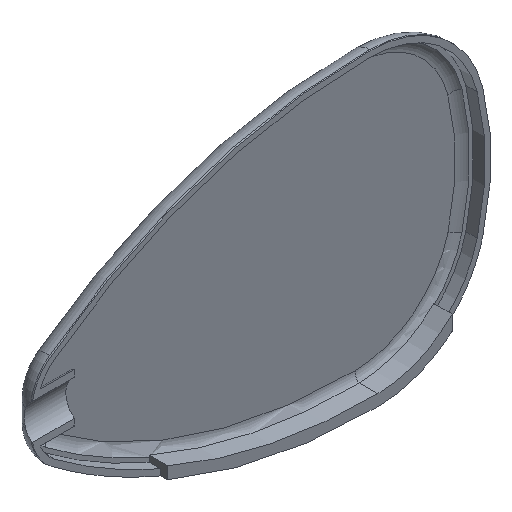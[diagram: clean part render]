
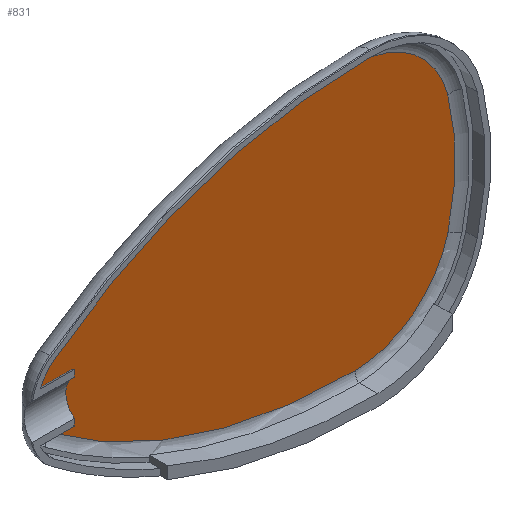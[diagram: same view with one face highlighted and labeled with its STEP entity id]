
A CAD part, isometric view. The second image highlights one B-rep face of the part: STEP entity #831.
In plain terms, the highlighted planar face has unit normal (0, -1, 0).
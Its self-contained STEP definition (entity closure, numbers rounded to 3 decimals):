
#67=CIRCLE('',#904,88.513);
#70=CIRCLE('',#908,17.);
#72=CIRCLE('',#911,42.313);
#74=CIRCLE('',#914,17.);
#76=CIRCLE('',#917,88.513);
#79=CIRCLE('',#921,5.);
#85=CIRCLE('',#933,5.);
#171=FACE_OUTER_BOUND('',#219,.T.);
#219=EDGE_LOOP('',(#680,#681,#682,#683,#684,#685,#686,#687));
#267=LINE('',#1499,#306);
#306=VECTOR('',#1180,10.);
#352=VERTEX_POINT('',#1395);
#353=VERTEX_POINT('',#1397);
#354=VERTEX_POINT('',#1401);
#355=VERTEX_POINT('',#1405);
#356=VERTEX_POINT('',#1409);
#357=VERTEX_POINT('',#1413);
#360=VERTEX_POINT('',#1428);
#372=VERTEX_POINT('',#1486);
#449=EDGE_CURVE('',#353,#352,#67,.T.);
#452=EDGE_CURVE('',#352,#354,#70,.T.);
#454=EDGE_CURVE('',#354,#355,#72,.T.);
#456=EDGE_CURVE('',#355,#356,#74,.T.);
#458=EDGE_CURVE('',#356,#357,#76,.T.);
#462=EDGE_CURVE('',#357,#360,#79,.T.);
#479=EDGE_CURVE('',#372,#353,#85,.T.);
#486=EDGE_CURVE('',#360,#372,#267,.T.);
#680=ORIENTED_EDGE('',*,*,#462,.T.);
#681=ORIENTED_EDGE('',*,*,#486,.T.);
#682=ORIENTED_EDGE('',*,*,#479,.T.);
#683=ORIENTED_EDGE('',*,*,#449,.T.);
#684=ORIENTED_EDGE('',*,*,#452,.T.);
#685=ORIENTED_EDGE('',*,*,#454,.T.);
#686=ORIENTED_EDGE('',*,*,#456,.T.);
#687=ORIENTED_EDGE('',*,*,#458,.T.);
#799=PLANE('',#943);
#831=ADVANCED_FACE('',(#171),#799,.F.);
#904=AXIS2_PLACEMENT_3D('',#1398,#1094,#1095);
#908=AXIS2_PLACEMENT_3D('',#1403,#1102,#1103);
#911=AXIS2_PLACEMENT_3D('',#1407,#1108,#1109);
#914=AXIS2_PLACEMENT_3D('',#1411,#1114,#1115);
#917=AXIS2_PLACEMENT_3D('',#1415,#1120,#1121);
#921=AXIS2_PLACEMENT_3D('',#1430,#1128,#1129);
#933=AXIS2_PLACEMENT_3D('',#1487,#1159,#1160);
#943=AXIS2_PLACEMENT_3D('',#1500,#1181,#1182);
#1094=DIRECTION('center_axis',(0.,-1.,0.));
#1095=DIRECTION('ref_axis',(-0.265,0.,-0.964));
#1102=DIRECTION('center_axis',(0.,-1.,0.));
#1103=DIRECTION('ref_axis',(0.617,0.,-0.787));
#1108=DIRECTION('center_axis',(0.,-1.,0.));
#1109=DIRECTION('ref_axis',(1.,0.,0.));
#1114=DIRECTION('center_axis',(0.,-1.,0.));
#1115=DIRECTION('ref_axis',(0.617,0.,0.787));
#1120=DIRECTION('center_axis',(0.,-1.,0.));
#1121=DIRECTION('ref_axis',(-0.265,0.,0.964));
#1128=DIRECTION('center_axis',(0.,-1.,0.));
#1129=DIRECTION('ref_axis',(-0.894,0.,0.447));
#1159=DIRECTION('center_axis',(0.,-1.,0.));
#1160=DIRECTION('ref_axis',(-0.894,0.,-0.447));
#1180=DIRECTION('',(0.,0.,-1.));
#1181=DIRECTION('center_axis',(0.,1.,0.));
#1182=DIRECTION('ref_axis',(1.,0.,0.));
#1395=CARTESIAN_POINT('',(26.946,19.,-19.489));
#1397=CARTESIAN_POINT('',(-27.128,19.,-1.787));
#1398=CARTESIAN_POINT('Origin',(25.986,19.,69.018));
#1401=CARTESIAN_POINT('',(43.228,19.,-6.714));
#1403=CARTESIAN_POINT('Origin',(26.762,19.,-2.49));
#1405=CARTESIAN_POINT('',(43.228,19.,14.314));
#1407=CARTESIAN_POINT('Origin',(2.243,19.,3.8));
#1409=CARTESIAN_POINT('',(26.946,19.,27.089));
#1411=CARTESIAN_POINT('Origin',(26.762,19.,10.09));
#1413=CARTESIAN_POINT('',(-27.128,19.,9.387));
#1415=CARTESIAN_POINT('Origin',(25.986,19.,-61.418));
#1428=CARTESIAN_POINT('',(-29.128,19.,5.387));
#1430=CARTESIAN_POINT('Origin',(-24.128,19.,5.387));
#1486=CARTESIAN_POINT('',(-29.128,19.,2.213));
#1487=CARTESIAN_POINT('Origin',(-24.128,19.,2.213));
#1499=CARTESIAN_POINT('',(-29.128,19.,0.945));
#1500=CARTESIAN_POINT('Origin',(7.714,19.,3.8));
